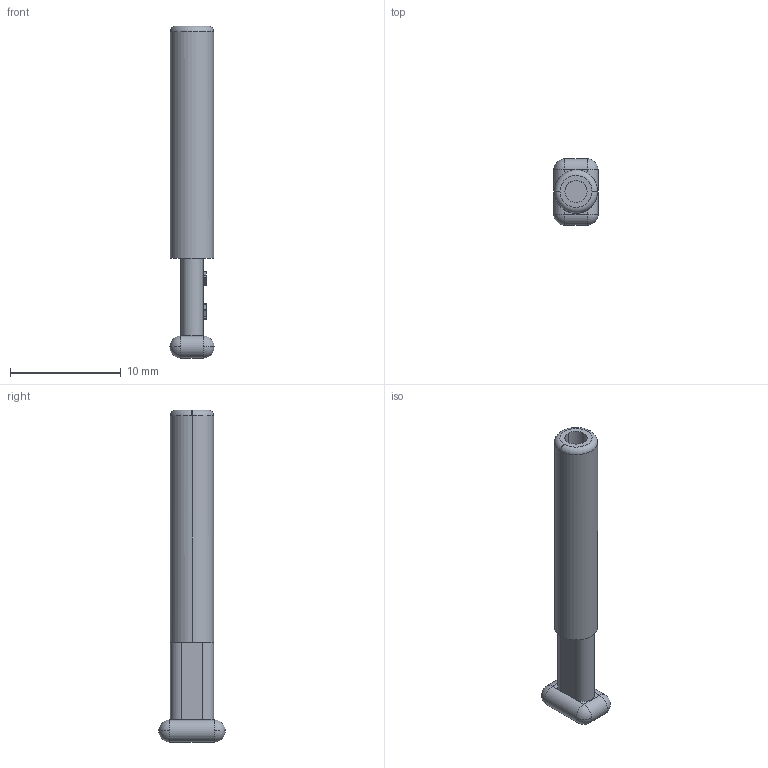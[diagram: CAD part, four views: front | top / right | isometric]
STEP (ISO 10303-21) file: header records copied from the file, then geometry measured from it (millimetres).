
FILE_DESCRIPTION(('STEP AP214'),'1');
FILE_NAME('6826_04_00.stp','2016-07-07T14:44:40',('TraceParts'),('TraceParts S.A.'),'Spatial InterOp 3D',' ',' ');
FILE_SCHEMA(('automotive_design'));
Length unit declared in the file: millimetre
Products named in the file (1): V326-04-00WP
Bounding box: 4 x 6 x 30 mm (x, y, z)
Volume: 278.9 mm3; surface area: 526.2 mm2
Topology: 1 solids, 1 shells, 79 faces, 196 edges, 122 vertices
Faces by surface type: plane 52, cylinder 15, sphere 8, torus 4
Entity records: 2360 total; most frequent: CARTESIAN_POINT 434, DIRECTION 407, ORIENTED_EDGE 392, EDGE_CURVE 196, LINE 137, VECTOR 137, AXIS2_PLACEMENT_3D 135, VERTEX_POINT 122
